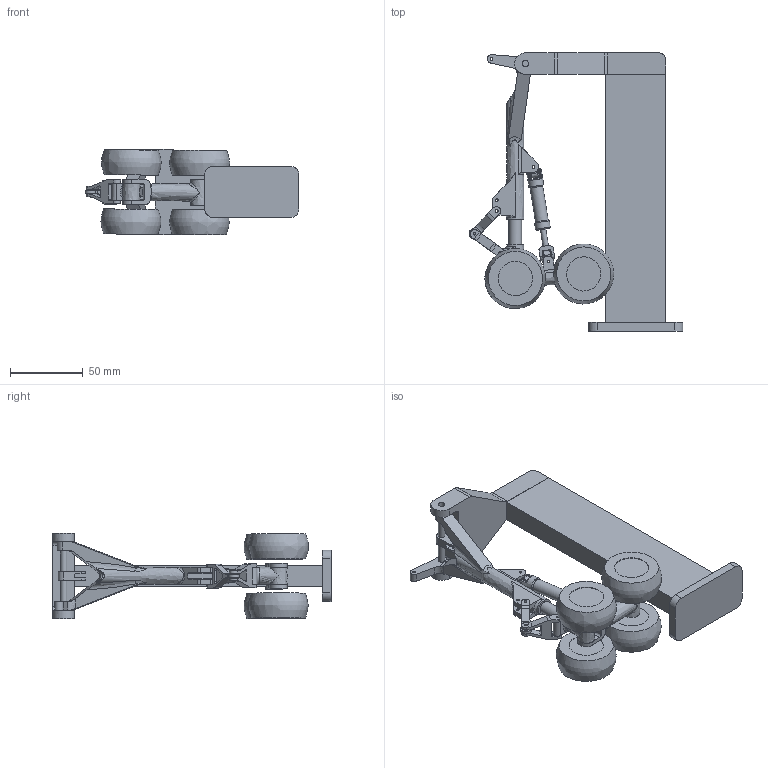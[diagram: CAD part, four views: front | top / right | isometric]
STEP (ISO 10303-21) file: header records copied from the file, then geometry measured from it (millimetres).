
FILE_DESCRIPTION(('FreeCAD Model'),'2;1');
FILE_NAME('Open CASCADE Shape Model','2025-04-26T19:21:48',('FreeCAD'),( 'FreeCAD'),'Open CASCADE STEP processor 7.6','FreeCAD','Unknown');
FILE_SCHEMA(('AUTOMOTIVE_DESIGN { 1 0 10303 214 1 1 1 1 }'));
Length unit declared in the file: millimetre
Products named in the file (1): Open CASCADE STEP translator 7.6 1
Bounding box: 146.43 x 190.55 x 58.83 mm (x, y, z)
Volume: 271333.5 mm3; surface area: 78414.7 mm2
Topology: 18 solids, 19 shells, 405 faces, 1012 edges, 661 vertices
Faces by surface type: bspline 405
Entity records: 13592 total; most frequent: CARTESIAN_POINT 7668, ORIENTED_EDGE 2012, EDGE_CURVE 1007, VERTEX_POINT 663, B_SPLINE_CURVE_WITH_KNOTS 586, FACE_BOUND 509, EDGE_LOOP 507, ADVANCED_FACE 403
